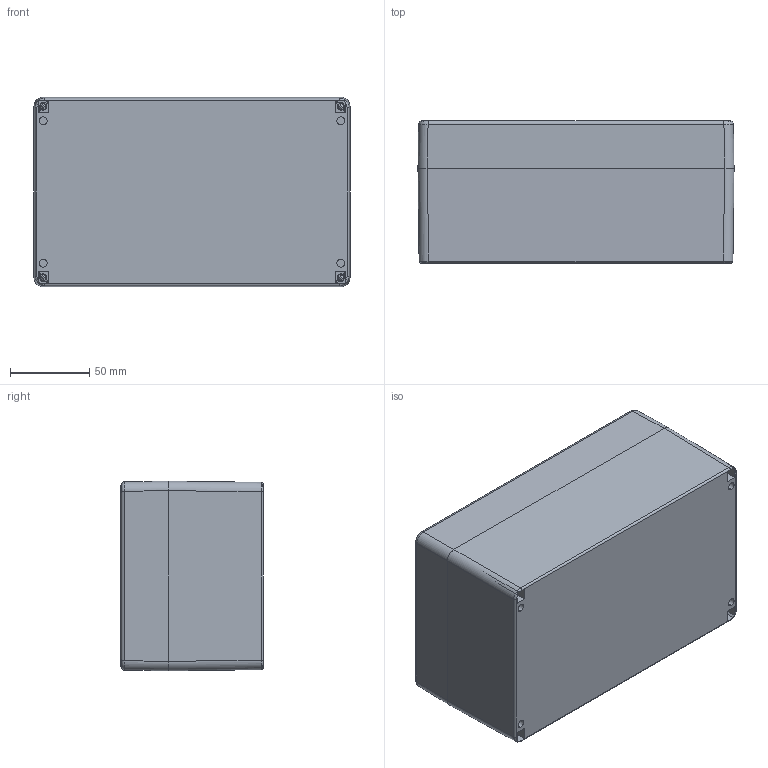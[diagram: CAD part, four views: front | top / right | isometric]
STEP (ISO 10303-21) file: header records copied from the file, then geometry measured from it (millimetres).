
FILE_DESCRIPTION((''),'2;1');
FILE_NAME('CT-781_ASM','2010-09-14T',('M.Fehring'),(''),'PRO/ENGINEER BY PARAMETRIC TECHNOLOGY CORPORATION, 2005070','PRO/ENGINEER BY PARAMETRIC TECHNOLOGY CORPORATION, 2005070','');
FILE_SCHEMA(('AUTOMOTIVE_DESIGN_CC2 { 1 2 10303 214 -1 1 5 2 }'));
Length unit declared in the file: millimetre
Products named in the file (6): CT-761_CT-781_UNTERTEIL; CT-781_DECKEL; 9501087000_001; 9266001000_EINBAU; 9501087000_ASM; CT-781_ASM
Assembly tree (8 placements, depth 3):
  CT-781_ASM
    CT-761_CT-781_UNTERTEIL
    CT-781_DECKEL
    9501087000_ASM  x4
      9501087000_001
      9266001000_EINBAU
Bounding box: 200 x 90 x 120 mm (x, y, z)
Volume: 345862.2 mm3; surface area: 228089.5 mm2
Topology: 10 solids, 10 shells, 633 faces, 1676 edges, 1084 vertices
Faces by surface type: plane 305, cylinder 180, cone 84, bspline 48, torus 8, sphere 8
Entity records: 21903 total; most frequent: CARTESIAN_POINT 6761, ORIENTED_EDGE 2400, DIRECTION 2344, PRESENTATION_STYLE_ASSIGNMENT 1204, STYLED_ITEM 1204, CURVE_STYLE 1200, EDGE_CURVE 1200, AXIS2_PLACEMENT_3D 855
